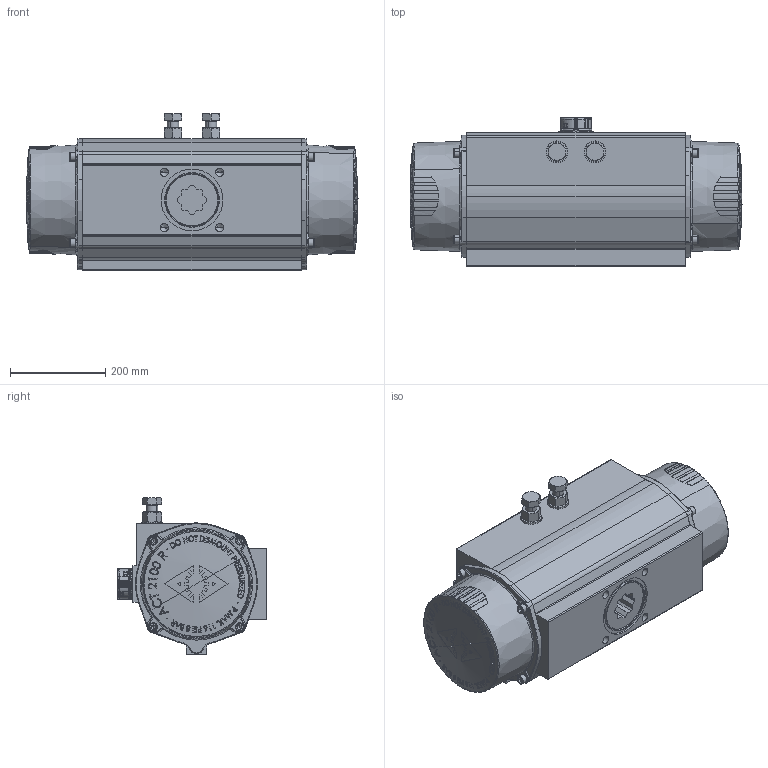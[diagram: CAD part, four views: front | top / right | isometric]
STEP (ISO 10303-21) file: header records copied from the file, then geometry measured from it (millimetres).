
FILE_DESCRIPTION (( 'STEP AP214' ), '1' );
FILE_NAME ('ASR2100.STEP', '2011-12-08T08:50:16', ( 'ossuin - p' ), ( 'Ossuin' ), 'SwSTEP 2.0', 'SolidWorks 2010', '' );
FILE_SCHEMA (( 'AUTOMOTIVE_DESIGN' ));
Length unit declared in the file: millimetre
Products named in the file (9): CAP_ASR; E2100N; Washer DIN 125 - A 25_Washer DIN 125 - A 25; Tapon ﾘ65; Hexagon Nut ISO 4032 - M24 - D - C_Default; DIN 912 M12 x 35 --- 35C_Default; TR2100_ISO 4014 - M24 x 120 x 120-N; PF2100_Mecanizado; ASR2100
Assembly tree (19 placements, depth 2):
  ASR2100
    DIN 912 M12 x 35 --- 35C_Default  x8
    Tapon ﾘ65
    TR2100_ISO 4014 - M24 x 120 x 120-N  x2
    E2100N
    Washer DIN 125 - A 25_Washer DIN 125 - A 25  x2
    Hexagon Nut ISO 4032 - M24 - D - C_Default  x2
    PF2100_Mecanizado
    CAP_ASR  x2
Bounding box: 698.89 x 312.79 x 329.5 mm (x, y, z)
Volume: 11511113.5 mm3; surface area: 1743653.9 mm2
Topology: 32 solids, 32 shells, 4967 faces, 13040 edges, 8206 vertices
Faces by surface type: plane 1890, cylinder 1292, bspline 805, sphere 404, torus 314, cone 262
Entity records: 155559 total; most frequent: CARTESIAN_POINT 50718, ORIENTED_EDGE 18528, DIRECTION 17095, EDGE_CURVE 9264, AXIS2_PLACEMENT_3D 6538, VERTEX_POINT 5929, VECTOR 4019, LINE 4019
